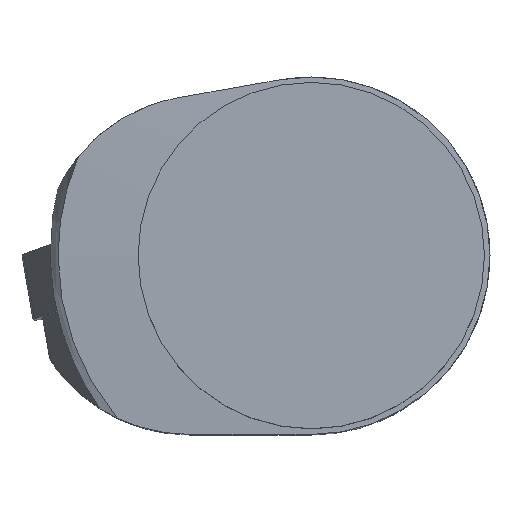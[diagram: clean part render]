
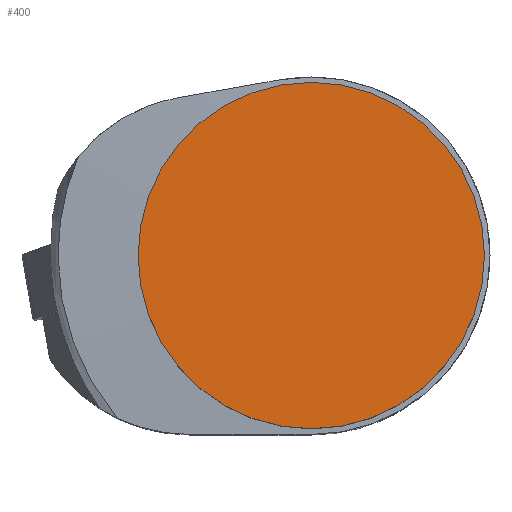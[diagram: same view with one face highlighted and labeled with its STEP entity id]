
A CAD part, top view. The second image highlights one B-rep face of the part: STEP entity #400.
In plain terms, the highlighted planar face has unit normal (0, 0, 1).
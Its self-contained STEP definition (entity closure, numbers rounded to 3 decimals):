
#151=PLANE('',#1274);
#199=FACE_OUTER_BOUND('',#508,.T.);
#400=ADVANCED_FACE('',(#199),#151,.T.);
#508=EDGE_LOOP('',(#764));
#764=ORIENTED_EDGE('',*,*,#920,.F.);
#821=VERTEX_POINT('',#1640);
#920=EDGE_CURVE('',#821,#821,#1067,.T.);
#1067=CIRCLE('',#1181,12.5);
#1181=AXIS2_PLACEMENT_3D('',#1639,#1317,#1318);
#1274=AXIS2_PLACEMENT_3D('',#2006,#1550,#1551);
#1317=DIRECTION('',(0.,0.,-1.));
#1318=DIRECTION('',(1.,0.,0.));
#1550=DIRECTION('',(0.,0.,1.));
#1551=DIRECTION('',(1.,0.,0.));
#1639=CARTESIAN_POINT('',(0.,0.,0.));
#1640=CARTESIAN_POINT('',(12.5,0.,0.));
#2006=CARTESIAN_POINT('',(0.,0.,0.));
